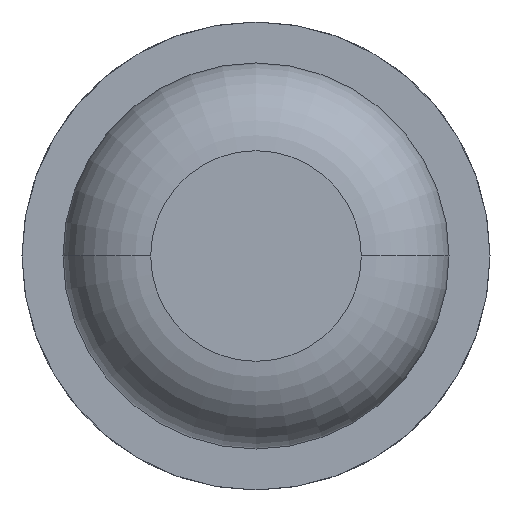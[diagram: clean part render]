
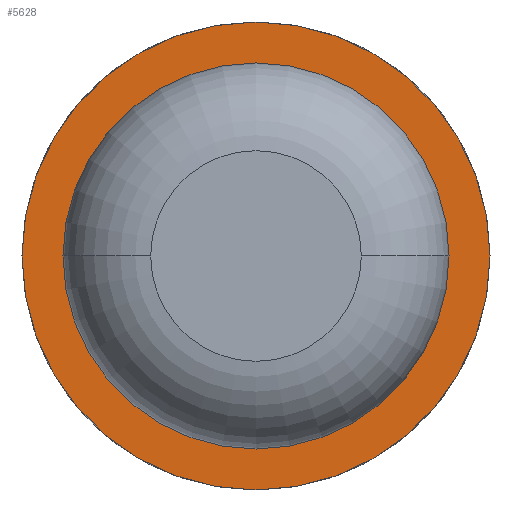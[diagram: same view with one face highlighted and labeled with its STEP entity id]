
A CAD part, front view. The second image highlights one B-rep face of the part: STEP entity #5628.
In plain terms, the highlighted planar face has unit normal (0, -1, 0).
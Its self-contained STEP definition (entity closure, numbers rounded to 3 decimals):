
#330 = AXIS2_PLACEMENT_3D ( 'NONE', #5767, #3829, #1518 ) ;
#340 = DIRECTION ( 'NONE',  ( 0., 1., 0. ) ) ;
#572 = ORIENTED_EDGE ( 'NONE', *, *, #5812, .F. ) ;
#577 = CARTESIAN_POINT ( 'NONE',  ( 0., -6., 0. ) ) ;
#667 = FACE_BOUND ( 'NONE', #952, .T. ) ;
#853 = DIRECTION ( 'NONE',  ( -1., 0., 0. ) ) ;
#952 = EDGE_LOOP ( 'NONE', ( #2409, #4812 ) ) ;
#1135 = CIRCLE ( 'NONE', #5944, 0.825 ) ;
#1257 = AXIS2_PLACEMENT_3D ( 'NONE', #4137, #340, #4617 ) ;
#1341 = PLANE ( 'NONE',  #1257 ) ;
#1518 = DIRECTION ( 'NONE',  ( -1., 0., 0. ) ) ;
#1524 = CARTESIAN_POINT ( 'NONE',  ( 0., -6., 0. ) ) ;
#1576 = DIRECTION ( 'NONE',  ( 0., 1., 0. ) ) ;
#1929 = DIRECTION ( 'NONE',  ( 0., 1., 0. ) ) ;
#1966 = EDGE_LOOP ( 'NONE', ( #4893, #572 ) ) ;
#2177 = CARTESIAN_POINT ( 'NONE',  ( -1., -6., 0. ) ) ;
#2316 = CARTESIAN_POINT ( 'NONE',  ( 1., -6., 0. ) ) ;
#2409 = ORIENTED_EDGE ( 'NONE', *, *, #6040, .T. ) ;
#2535 = VERTEX_POINT ( 'NONE', #2177 ) ;
#2644 = VERTEX_POINT ( 'NONE', #2316 ) ;
#2988 = EDGE_CURVE ( 'Defeature ausgef�hrt1_7+Defeature ausgef�hrt1_0+Defeature ausgef�hrt1_0+Defeature ausgef�hrt1_0', #5066, #5597, #4598, .T. ) ;
#2993 = CARTESIAN_POINT ( 'NONE',  ( 0., -6., 0. ) ) ;
#3543 = CARTESIAN_POINT ( 'NONE',  ( -0.825, -6., 0. ) ) ;
#3583 = CARTESIAN_POINT ( 'NONE',  ( 0.825, -6., 0. ) ) ;
#3829 = DIRECTION ( 'NONE',  ( 0., 1., 0. ) ) ;
#4061 = DIRECTION ( 'NONE',  ( 0., 1., 0. ) ) ;
#4137 = CARTESIAN_POINT ( 'NONE',  ( 0.825, -6., 0. ) ) ;
#4509 = AXIS2_PLACEMENT_3D ( 'NONE', #1524, #1929, #5712 ) ;
#4598 = CIRCLE ( 'NONE', #4509, 0.825 ) ;
#4617 = DIRECTION ( 'NONE',  ( -1., 0., 0. ) ) ;
#4812 = ORIENTED_EDGE ( 'NONE', *, *, #2988, .T. ) ;
#4823 = CIRCLE ( 'NONE', #4838, 1. ) ;
#4838 = AXIS2_PLACEMENT_3D ( 'NONE', #577, #4061, #853 ) ;
#4893 = ORIENTED_EDGE ( 'NONE', *, *, #5468, .F. ) ;
#4957 = CIRCLE ( 'NONE', #330, 1. ) ;
#5066 = VERTEX_POINT ( 'NONE', #3583 ) ;
#5468 = EDGE_CURVE ( 'Defeature ausgef�hrt1_8+Defeature ausgef�hrt1_7+Defeature ausgef�hrt1_7+Defeature ausgef�hrt1_7', #2535, #2644, #4823, .T. ) ;
#5562 = FACE_OUTER_BOUND ( 'NONE', #1966, .T. ) ;
#5597 = VERTEX_POINT ( 'NONE', #3543 ) ;
#5628 = ADVANCED_FACE ( 'Defeature ausgef�hrt1_7', ( #5562, #667 ), #1341, .F. ) ;
#5712 = DIRECTION ( 'NONE',  ( -1., 0., 0. ) ) ;
#5767 = CARTESIAN_POINT ( 'NONE',  ( 0., -6., 0. ) ) ;
#5792 = DIRECTION ( 'NONE',  ( -1., 0., 0. ) ) ;
#5812 = EDGE_CURVE ( 'Defeature ausgef�hrt1_8+Defeature ausgef�hrt1_7+Defeature ausgef�hrt1_7+Defeature ausgef�hrt1_7', #2644, #2535, #4957, .T. ) ;
#5944 = AXIS2_PLACEMENT_3D ( 'NONE', #2993, #1576, #5792 ) ;
#6040 = EDGE_CURVE ( 'Defeature ausgef�hrt1_7+Defeature ausgef�hrt1_0+Defeature ausgef�hrt1_0+Defeature ausgef�hrt1_0', #5597, #5066, #1135, .T. ) ;
